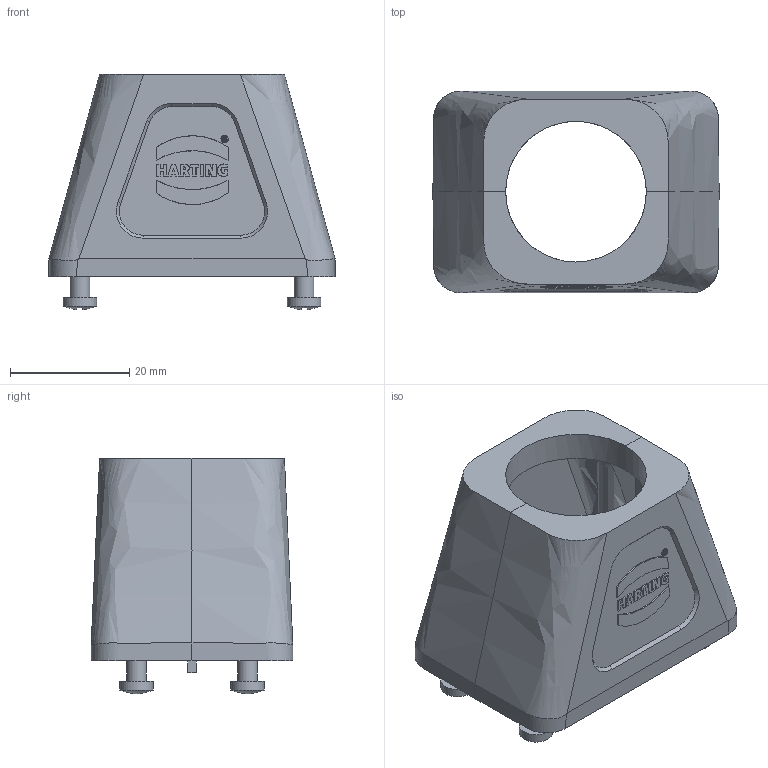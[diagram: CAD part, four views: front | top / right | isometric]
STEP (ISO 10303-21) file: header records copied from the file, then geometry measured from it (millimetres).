
FILE_DESCRIPTION(/* description */ (''),/* implementation_level */ '2;1');
FILE_NAME(/* name */ '100180403ugm000_b.stp',/* time_stamp */ '2020-03-02T08:30:08+01:00',/* author */ (''),/* organization */ (''),/* preprocessor_version */ 'ST-DEVELOPER v16.7',/* originating_system */ 'SIEMENS PLM Software NX 12.0',/* authorisation */ '');
FILE_SCHEMA (('AUTOMOTIVE_DESIGN { 1 0 10303 214 3 1 1 1 }'));
Length unit declared in the file: millimetre
Products named in the file (1): 100180403ugm000_b
Bounding box: 48 x 33.8 x 39.54 mm (x, y, z)
Volume: 13484.8 mm3; surface area: 11248.4 mm2
Topology: 1 solids, 5 shells, 218 faces, 576 edges, 387 vertices
Faces by surface type: plane 153, bspline 28, cone 24, cylinder 13
Full cylindrical faces by diameter (mm): 2.6 x4, 3.3 x4, 5.6 x4, 23.6 x1
Entity records: 9029 total; most frequent: CARTESIAN_POINT 3526, ORIENTED_EDGE 1044, DIRECTION 825, EDGE_CURVE 522, VERTEX_POINT 365, LINE 309, VECTOR 309, EDGE_LOOP 262
